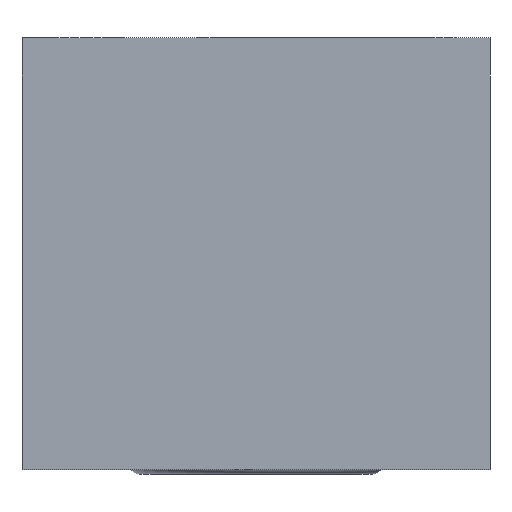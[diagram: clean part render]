
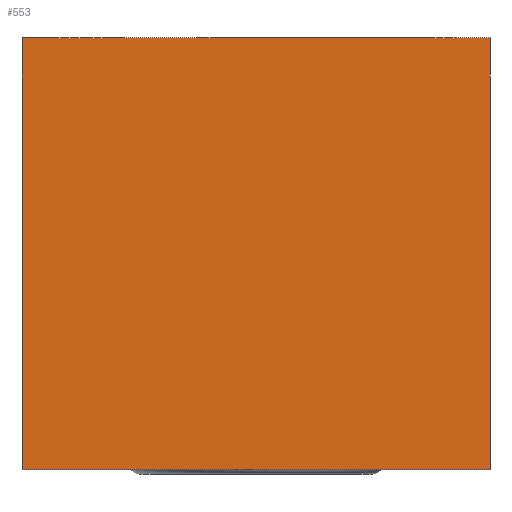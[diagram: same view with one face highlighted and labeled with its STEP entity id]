
A CAD part, front view. The second image highlights one B-rep face of the part: STEP entity #553.
In plain terms, the highlighted planar face has unit normal (0, -1, 0).
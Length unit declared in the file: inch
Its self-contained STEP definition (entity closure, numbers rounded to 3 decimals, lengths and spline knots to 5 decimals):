
#451=CARTESIAN_POINT('',(-1.625,0.0,3.));
#452=VERTEX_POINT('',#451);
#467=CARTESIAN_POINT('',(-1.625,0.,0.0));
#468=VERTEX_POINT('',#467);
#475=CARTESIAN_POINT('',(-1.625,0.,3.));
#476=DIRECTION('',(0.0,0.0,-1.0));
#477=VECTOR('',#476,3.);
#478=LINE('',#475,#477);
#479=EDGE_CURVE('',#452,#468,#478,.T.);
#491=CARTESIAN_POINT('',(1.625,0.,0.0));
#492=VERTEX_POINT('',#491);
#499=CARTESIAN_POINT('',(1.625,0.,0.0));
#500=DIRECTION('',(-1.0,0.0,0.0));
#501=VECTOR('',#500,3.25);
#502=LINE('',#499,#501);
#503=EDGE_CURVE('',#492,#468,#502,.T.);
#530=CARTESIAN_POINT('',(0.0,0.,0.0));
#531=DIRECTION('',(0.0,-1.0,0.0));
#532=DIRECTION('',(0.0,0.0,-1.0));
#533=AXIS2_PLACEMENT_3D('',#530,#531,#532);
#534=PLANE('',#533);
#535=CARTESIAN_POINT('',(1.625,0.0,3.));
#536=VERTEX_POINT('',#535);
#537=CARTESIAN_POINT('',(1.625,0.,0.0));
#538=DIRECTION('',(0.0,0.0,1.0));
#539=VECTOR('',#538,3.);
#540=LINE('',#537,#539);
#541=EDGE_CURVE('',#492,#536,#540,.T.);
#542=ORIENTED_EDGE('',*,*,#541,.T.);
#543=CARTESIAN_POINT('',(1.625,0.0,3.));
#544=DIRECTION('',(-1.0,0.0,0.0));
#545=VECTOR('',#544,3.25);
#546=LINE('',#543,#545);
#547=EDGE_CURVE('',#536,#452,#546,.T.);
#548=ORIENTED_EDGE('',*,*,#547,.T.);
#549=ORIENTED_EDGE('',*,*,#479,.T.);
#550=ORIENTED_EDGE('',*,*,#503,.F.);
#551=EDGE_LOOP('',(#542,#548,#549,#550));
#552=FACE_OUTER_BOUND('',#551,.T.);
#553=ADVANCED_FACE('',(#552),#534,.T.);
